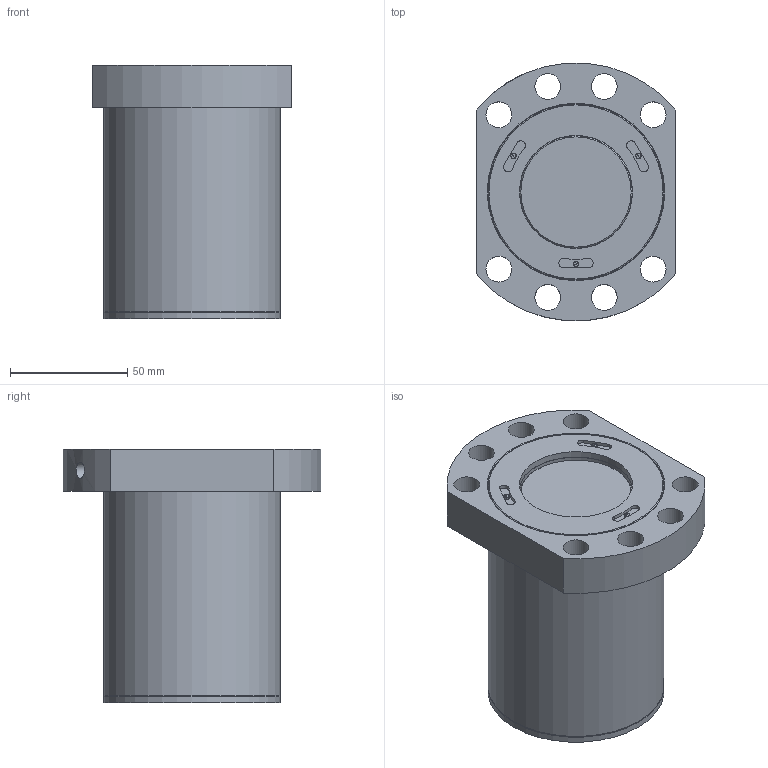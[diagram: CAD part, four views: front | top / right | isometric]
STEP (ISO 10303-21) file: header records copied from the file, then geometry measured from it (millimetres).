
FILE_DESCRIPTION(/* description */ ('STEP AP214'),/* implementation_level */ '2;1');
FILE_NAME(/* name */ 'SFSR5020-3.8(100N1N100-1)',/* time_stamp */ '2025-09-05T10:33:14+02:00',/* author */ ('License CC BY-ND 4.0'),/* organization */ ('CADENAS'),/* preprocessor_version */ 'ST-DEVELOPER v19.3',/* originating_system */ 'PARTsolutions',/* authorisation */ ' ');
FILE_SCHEMA (('AUTOMOTIVE_DESIGN {1 0 10303 214 3 1 1}'));
Length unit declared in the file: millimetre
Products named in the file (1): SFSR5020-3.8(100N1N100-1)
Bounding box: 85 x 109.65 x 108 mm (x, y, z)
Volume: 517316.3 mm3; surface area: 49912.7 mm2
Topology: 1 solids, 1 shells, 161 faces, 407 edges, 267 vertices
Faces by surface type: plane 100, cylinder 43, torus 10, cone 8
Full cylindrical faces by diameter (mm): 2.437 x6, 6.917 x1, 11 x8, 48 x2, 48.2 x2, 75 x3
Entity records: 4652 total; most frequent: CARTESIAN_POINT 1008, ORIENTED_EDGE 710, DIRECTION 698, EDGE_CURVE 355, VERTEX_POINT 255, AXIS2_PLACEMENT_3D 255, EDGE_LOOP 236, FACE_BOUND 236
